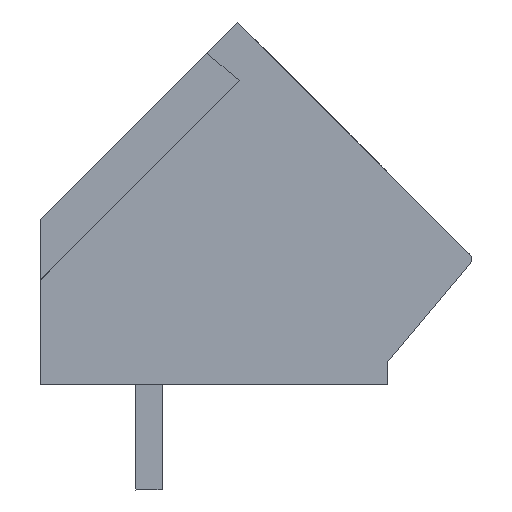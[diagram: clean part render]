
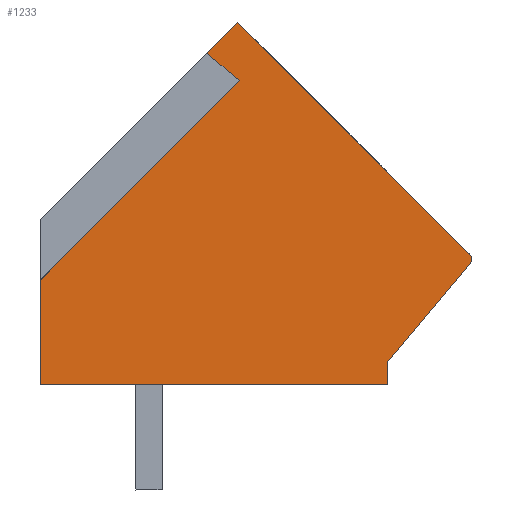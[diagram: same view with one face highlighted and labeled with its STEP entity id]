
A CAD part, left-side view. The second image highlights one B-rep face of the part: STEP entity #1233.
In plain terms, the highlighted planar face has unit normal (-1, 0, 0).
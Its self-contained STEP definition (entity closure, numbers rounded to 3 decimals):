
#1189=AXIS2_PLACEMENT_3D('Plane Axis2P3D',#1186,#1187,#1188) ;
#1219=AXIS2_PLACEMENT_3D('Circle Axis2P3D',#1217,#1218,$) ;
#172=CARTESIAN_POINT('Vertex',(0.,8.05,13.259)) ;
#175=CARTESIAN_POINT('Line Origine',(0.,7.58,13.73)) ;
#179=CARTESIAN_POINT('Vertex',(0.,7.11,14.2)) ;
#293=CARTESIAN_POINT('Line Origine',(0.,7.823,3.2)) ;
#297=CARTESIAN_POINT('Vertex',(0.,13.1,3.2)) ;
#299=CARTESIAN_POINT('Vertex',(0.,2.546,3.2)) ;
#984=CARTESIAN_POINT('Vertex',(0.,13.1,6.371)) ;
#987=CARTESIAN_POINT('Line Origine',(0.,10.075,9.396)) ;
#991=CARTESIAN_POINT('Vertex',(0.,7.051,12.421)) ;
#1018=CARTESIAN_POINT('Line Origine',(0.,7.551,12.84)) ;
#1186=CARTESIAN_POINT('Axis2P3D Location',(0.,13.1,0.)) ;
#1191=CARTESIAN_POINT('Line Origine',(0.,3.584,10.674)) ;
#1195=CARTESIAN_POINT('Vertex',(0.,0.059,7.149)) ;
#1198=CARTESIAN_POINT('Line Origine',(0.,13.1,4.786)) ;
#1203=CARTESIAN_POINT('Line Origine',(0.,2.546,3.55)) ;
#1207=CARTESIAN_POINT('Vertex',(0.,2.546,3.9)) ;
#1210=CARTESIAN_POINT('Line Origine',(0.,1.297,5.389)) ;
#1214=CARTESIAN_POINT('Vertex',(0.,0.047,6.879)) ;
#1217=CARTESIAN_POINT('Axis2P3D Location',(0.,0.2,7.007)) ;
#176=DIRECTION('Vector Direction',(0.,0.707,-0.707)) ;
#294=DIRECTION('Vector Direction',(0.,-1.,0.)) ;
#988=DIRECTION('Vector Direction',(0.,0.707,-0.707)) ;
#1019=DIRECTION('Vector Direction',(0.,-0.766,-0.643)) ;
#1187=DIRECTION('Axis2P3D Direction',(-1.,0.,0.)) ;
#1188=DIRECTION('Axis2P3D XDirection',(0.,-1.,0.)) ;
#1192=DIRECTION('Vector Direction',(0.,0.707,0.707)) ;
#1199=DIRECTION('Vector Direction',(0.,0.,-1.)) ;
#1204=DIRECTION('Vector Direction',(0.,0.,1.)) ;
#1211=DIRECTION('Vector Direction',(0.,-0.643,0.766)) ;
#1218=DIRECTION('Axis2P3D Direction',(-1.,0.,0.)) ;
#177=VECTOR('Line Direction',#176,1.) ;
#295=VECTOR('Line Direction',#294,1.) ;
#989=VECTOR('Line Direction',#988,1.) ;
#1020=VECTOR('Line Direction',#1019,1.) ;
#1193=VECTOR('Line Direction',#1192,1.) ;
#1200=VECTOR('Line Direction',#1199,1.) ;
#1205=VECTOR('Line Direction',#1204,1.) ;
#1212=VECTOR('Line Direction',#1211,1.) ;
#1223=ORIENTED_EDGE('',*,*,#1197,.T.) ;
#1224=ORIENTED_EDGE('',*,*,#181,.T.) ;
#1225=ORIENTED_EDGE('',*,*,#1022,.T.) ;
#1226=ORIENTED_EDGE('',*,*,#993,.T.) ;
#1227=ORIENTED_EDGE('',*,*,#1202,.T.) ;
#1228=ORIENTED_EDGE('',*,*,#301,.T.) ;
#1229=ORIENTED_EDGE('',*,*,#1209,.T.) ;
#1230=ORIENTED_EDGE('',*,*,#1216,.T.) ;
#1231=ORIENTED_EDGE('',*,*,#1221,.F.) ;
#1233=ADVANCED_FACE('HOUSING',(#1232),#1190,.T.) ;
#1220=CIRCLE('generated circle',#1219,0.2) ;
#181=EDGE_CURVE('',#180,#173,#178,.T.) ;
#301=EDGE_CURVE('',#298,#300,#296,.T.) ;
#993=EDGE_CURVE('',#992,#985,#990,.T.) ;
#1022=EDGE_CURVE('',#173,#992,#1021,.T.) ;
#1197=EDGE_CURVE('',#1196,#180,#1194,.T.) ;
#1202=EDGE_CURVE('',#985,#298,#1201,.T.) ;
#1209=EDGE_CURVE('',#300,#1208,#1206,.T.) ;
#1216=EDGE_CURVE('',#1208,#1215,#1213,.T.) ;
#1221=EDGE_CURVE('',#1196,#1215,#1220,.F.) ;
#1222=EDGE_LOOP('',(#1223,#1224,#1225,#1226,#1227,#1228,#1229,#1230,#1231)) ;
#1232=FACE_OUTER_BOUND('',#1222,.T.) ;
#178=LINE('Line',#175,#177) ;
#296=LINE('Line',#293,#295) ;
#990=LINE('Line',#987,#989) ;
#1021=LINE('Line',#1018,#1020) ;
#1194=LINE('Line',#1191,#1193) ;
#1201=LINE('Line',#1198,#1200) ;
#1206=LINE('Line',#1203,#1205) ;
#1213=LINE('Line',#1210,#1212) ;
#1190=PLANE('',#1189) ;
#173=VERTEX_POINT('',#172) ;
#180=VERTEX_POINT('',#179) ;
#298=VERTEX_POINT('',#297) ;
#300=VERTEX_POINT('',#299) ;
#985=VERTEX_POINT('',#984) ;
#992=VERTEX_POINT('',#991) ;
#1196=VERTEX_POINT('',#1195) ;
#1208=VERTEX_POINT('',#1207) ;
#1215=VERTEX_POINT('',#1214) ;
